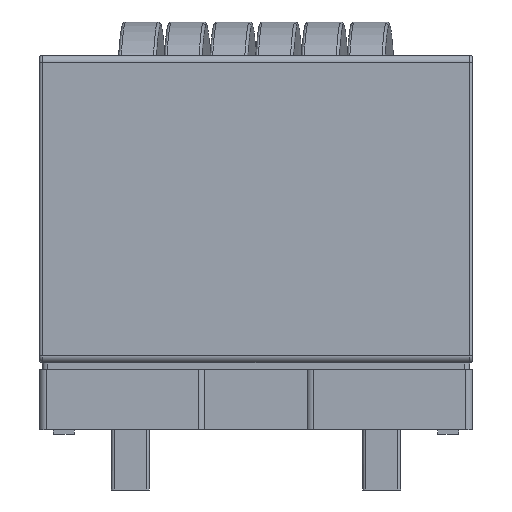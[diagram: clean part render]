
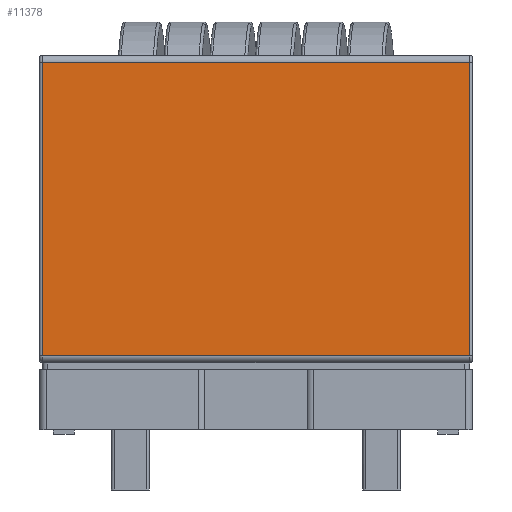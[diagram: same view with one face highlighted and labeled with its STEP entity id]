
A CAD part, left-side view. The second image highlights one B-rep face of the part: STEP entity #11378.
In plain terms, the highlighted planar face has unit normal (-1, 0, 0).
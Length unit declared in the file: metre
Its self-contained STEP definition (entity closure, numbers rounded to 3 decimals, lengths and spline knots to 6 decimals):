
#1207=LINE('',#27171,#1885);
#1210=LINE('',#27179,#1888);
#1222=LINE('',#27205,#1900);
#1226=LINE('',#27233,#1904);
#1885=VECTOR('',#12668,1.);
#1888=VECTOR('',#12677,1.);
#1900=VECTOR('',#12701,1.);
#1904=VECTOR('',#12733,1.);
#3255=ORIENTED_EDGE('',*,*,#5206,.F.);
#3256=ORIENTED_EDGE('',*,*,#5188,.T.);
#3257=ORIENTED_EDGE('',*,*,#5192,.T.);
#3258=ORIENTED_EDGE('',*,*,#5218,.T.);
#5188=EDGE_CURVE('',#6181,#6182,#1207,.T.);
#5192=EDGE_CURVE('',#6182,#6186,#1210,.T.);
#5206=EDGE_CURVE('',#6181,#6194,#1222,.T.);
#5218=EDGE_CURVE('',#6186,#6194,#1226,.T.);
#6181=VERTEX_POINT('',#27160);
#6182=VERTEX_POINT('',#27165);
#6186=VERTEX_POINT('',#27180);
#6194=VERTEX_POINT('',#27206);
#6914=EDGE_LOOP('',(#3255,#3256,#3257,#3258));
#7430=FACE_BOUND('',#6914,.T.);
#7824=PLANE('',#11861);
#11378=ADVANCED_FACE('',(#7430),#7824,.T.);
#11861=AXIS2_PLACEMENT_3D('',#27232,#12731,#12732);
#12668=DIRECTION('',(0.,0.,-1.));
#12677=DIRECTION('',(0.,-1.,0.));
#12701=DIRECTION('',(0.,-1.,0.));
#12731=DIRECTION('',(-1.,0.,0.));
#12732=DIRECTION('',(0.,0.,1.));
#12733=DIRECTION('',(0.,0.,1.));
#27160=CARTESIAN_POINT('',(-0.0161,0.0153,0.024));
#27165=CARTESIAN_POINT('',(-0.0161,0.0153,0.003));
#27171=CARTESIAN_POINT('',(-0.0161,0.0153,0.003));
#27179=CARTESIAN_POINT('',(-0.0161,0.0155,0.003));
#27180=CARTESIAN_POINT('',(-0.0161,-0.0153,0.003));
#27205=CARTESIAN_POINT('',(-0.0161,0.0155,0.024));
#27206=CARTESIAN_POINT('',(-0.0161,-0.0153,0.024));
#27232=CARTESIAN_POINT('',(-0.0161,0.0155,0.0245));
#27233=CARTESIAN_POINT('',(-0.0161,-0.0153,0.024));
